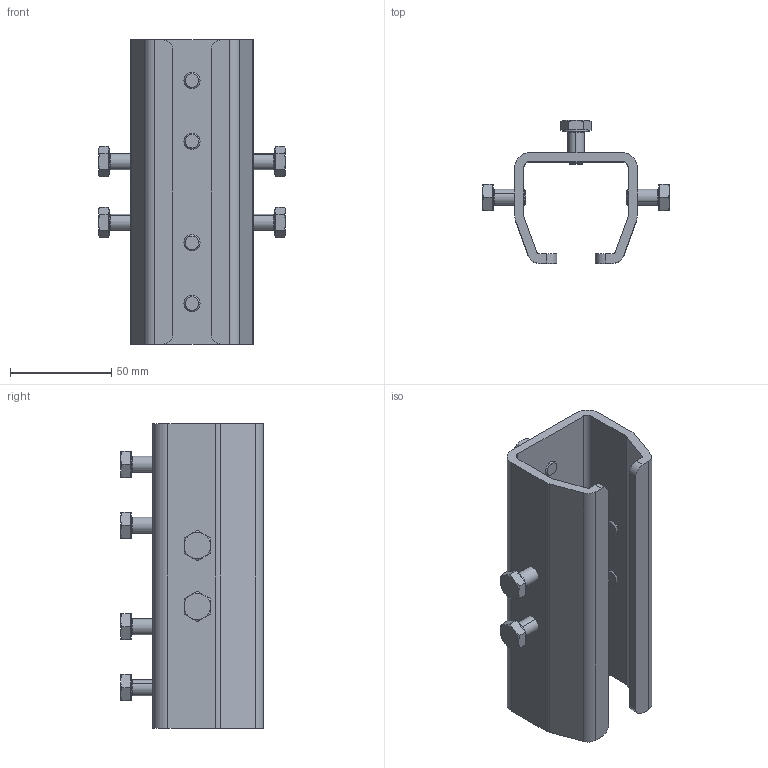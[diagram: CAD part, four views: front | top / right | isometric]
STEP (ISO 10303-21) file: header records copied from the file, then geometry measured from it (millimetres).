
FILE_DESCRIPTION (( 'STEP AP203' ), '1' );
FILE_NAME ('1.24.B49.STEP', '2019-05-28T09:10:24', ( '' ), ( '' ), 'SwSTEP 2.0', 'SolidWorks 2018', '' );
FILE_SCHEMA (( 'CONFIG_CONTROL_DESIGN' ));
Length unit declared in the file: millimetre
Products named in the file (1): 1.24.B49
Bounding box: 92.1 x 70.3 x 150 mm (x, y, z)
Volume: 129299.5 mm3; surface area: 62835.2 mm2
Topology: 9 solids, 9 shells, 281 faces, 621 edges, 366 vertices
Faces by surface type: plane 138, cone 64, cylinder 63, torus 16
Entity records: 8082 total; most frequent: CARTESIAN_POINT 1813, DIRECTION 1343, ORIENTED_EDGE 1242, EDGE_CURVE 621, AXIS2_PLACEMENT_3D 536, VERTEX_POINT 366, EDGE_LOOP 305, ADVANCED_FACE 281
